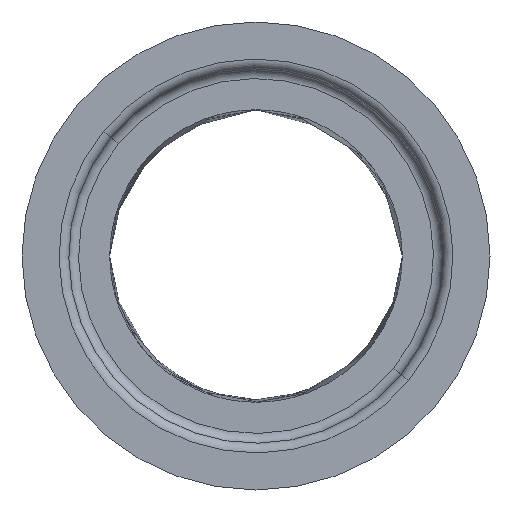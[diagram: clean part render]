
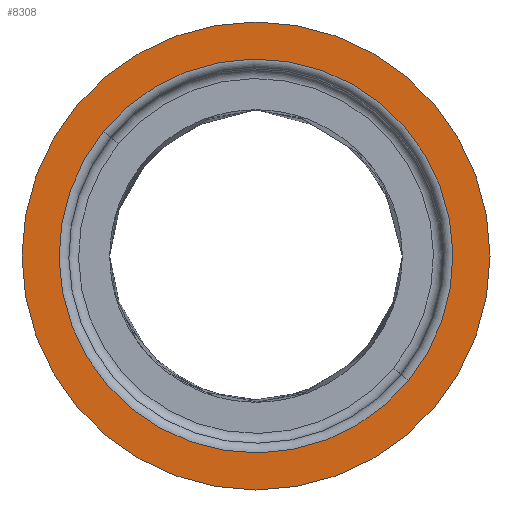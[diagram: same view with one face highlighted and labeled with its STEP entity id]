
A CAD part, front view. The second image highlights one B-rep face of the part: STEP entity #8308.
In plain terms, the highlighted face is planar.
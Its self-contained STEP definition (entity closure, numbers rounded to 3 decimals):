
#83 = DIRECTION ( 'NONE',  ( 0., 0., -1. ) ) ;
#170 = DIRECTION ( 'NONE',  ( 0., 0., 1. ) ) ;
#753 = EDGE_LOOP ( 'NONE', ( #14782, #6130 ) ) ;
#2822 = EDGE_CURVE ( 'NONE', #9715, #17188, #4621, .T. ) ;
#3580 = CARTESIAN_POINT ( 'NONE',  ( 0., 0., -80. ) ) ;
#4621 = CIRCLE ( 'NONE', #9506, 202. ) ;
#6130 = ORIENTED_EDGE ( 'NONE', *, *, #19105, .T. ) ;
#6769 = DIRECTION ( 'NONE',  ( 0., 0., 1. ) ) ;
#7254 = DIRECTION ( 'NONE',  ( -1., 0., 0. ) ) ;
#8308 = ADVANCED_FACE ( 'NONE', ( #20720, #10055 ), #22951, .F. ) ;
#8366 = VERTEX_POINT ( 'NONE', #21174 ) ;
#9015 = AXIS2_PLACEMENT_3D ( 'NONE', #9245, #83, #7254 ) ;
#9245 = CARTESIAN_POINT ( 'NONE',  ( 0., 0., -80. ) ) ;
#9506 = AXIS2_PLACEMENT_3D ( 'NONE', #12352, #13665, #17440 ) ;
#9715 = VERTEX_POINT ( 'NONE', #14053 ) ;
#10055 = FACE_OUTER_BOUND ( 'NONE', #753, .T. ) ;
#10877 = EDGE_CURVE ( 'NONE', #17188, #9715, #11848, .T. ) ;
#10967 = VERTEX_POINT ( 'NONE', #12410 ) ;
#11053 = DIRECTION ( 'NONE',  ( -1., 0., 0. ) ) ;
#11848 = CIRCLE ( 'NONE', #17898, 202. ) ;
#12352 = CARTESIAN_POINT ( 'NONE',  ( 0., 0., -80. ) ) ;
#12410 = CARTESIAN_POINT ( 'NONE',  ( -240., 0., -80. ) ) ;
#12714 = CARTESIAN_POINT ( 'NONE',  ( 156.475, 127.748, -80. ) ) ;
#12726 = CARTESIAN_POINT ( 'NONE',  ( 0., 0., -80. ) ) ;
#12773 = ORIENTED_EDGE ( 'NONE', *, *, #2822, .T. ) ;
#12880 = DIRECTION ( 'NONE',  ( 0.775, 0.632, 0. ) ) ;
#13420 = AXIS2_PLACEMENT_3D ( 'NONE', #12726, #14508, #11053 ) ;
#13665 = DIRECTION ( 'NONE',  ( 0., 0., 1. ) ) ;
#13961 = EDGE_CURVE ( 'NONE', #10967, #8366, #17206, .T. ) ;
#13964 = DIRECTION ( 'NONE',  ( 1., 0., 0. ) ) ;
#14053 = CARTESIAN_POINT ( 'NONE',  ( -156.475, -127.748, -80. ) ) ;
#14201 = ORIENTED_EDGE ( 'NONE', *, *, #10877, .T. ) ;
#14508 = DIRECTION ( 'NONE',  ( 0., 0., -1. ) ) ;
#14782 = ORIENTED_EDGE ( 'NONE', *, *, #13961, .T. ) ;
#16630 = EDGE_LOOP ( 'NONE', ( #14201, #12773 ) ) ;
#17188 = VERTEX_POINT ( 'NONE', #12714 ) ;
#17206 = CIRCLE ( 'NONE', #13420, 240. ) ;
#17440 = DIRECTION ( 'NONE',  ( 0.775, 0.632, 0. ) ) ;
#17898 = AXIS2_PLACEMENT_3D ( 'NONE', #3580, #170, #12880 ) ;
#18058 = CIRCLE ( 'NONE', #9015, 240. ) ;
#19105 = EDGE_CURVE ( 'NONE', #8366, #10967, #18058, .T. ) ;
#20190 = AXIS2_PLACEMENT_3D ( 'NONE', #22721, #6769, #13964 ) ;
#20720 = FACE_BOUND ( 'NONE', #16630, .T. ) ;
#21174 = CARTESIAN_POINT ( 'NONE',  ( 240., 0., -80. ) ) ;
#22721 = CARTESIAN_POINT ( 'NONE',  ( 0., 0., -80. ) ) ;
#22951 = PLANE ( 'NONE',  #20190 ) ;
